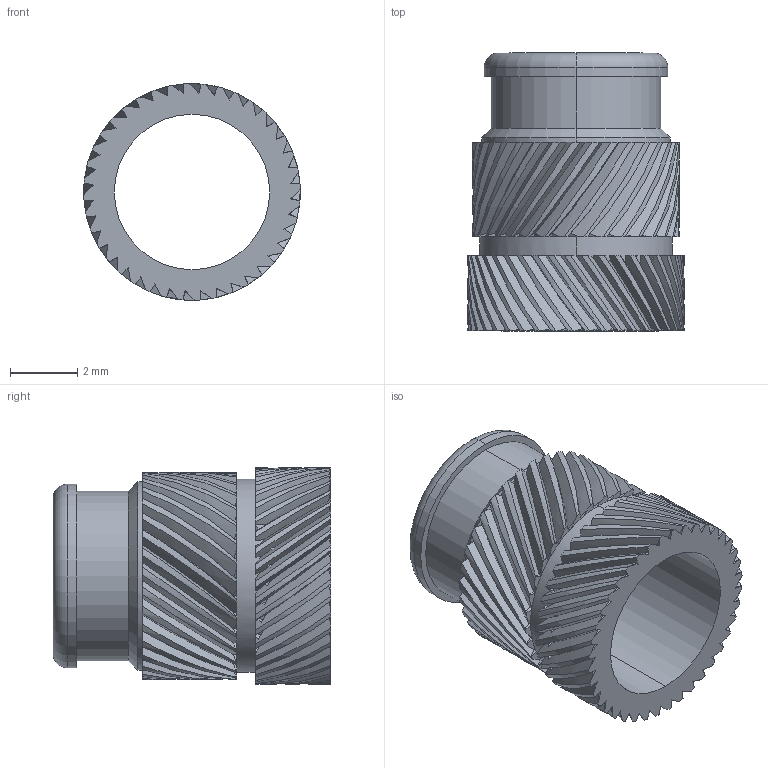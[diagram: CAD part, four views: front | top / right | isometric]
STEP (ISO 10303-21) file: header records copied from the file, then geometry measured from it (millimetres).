
FILE_DESCRIPTION (( 'STEP AP203' ), '1' );
FILE_NAME ('Brass insert M4_Predeterminado_sldprt.STEP', '2024-02-29T15:19:55', ( '' ), ( '' ), 'SwSTEP 2.0', 'SolidWorks 2022', '' );
FILE_SCHEMA (( 'CONFIG_CONTROL_DESIGN' ));
Length unit declared in the file: millimetre
Products named in the file (1): Brass insert M4_Predeterminado_sldprt
Bounding box: 6.44 x 8.26 x 6.44 mm (x, y, z)
Volume: 79.2 mm3; surface area: 390.3 mm2
Topology: 1 solids, 1 shells, 574 faces, 1589 edges, 988 vertices
Faces by surface type: plane 310, bspline 150, cylinder 110, torus 2, cone 2
Entity records: 22325 total; most frequent: CARTESIAN_POINT 9204, ORIENTED_EDGE 3178, DIRECTION 2128, EDGE_CURVE 1589, VERTEX_POINT 988, AXIS2_PLACEMENT_3D 717, LINE 694, VECTOR 694
